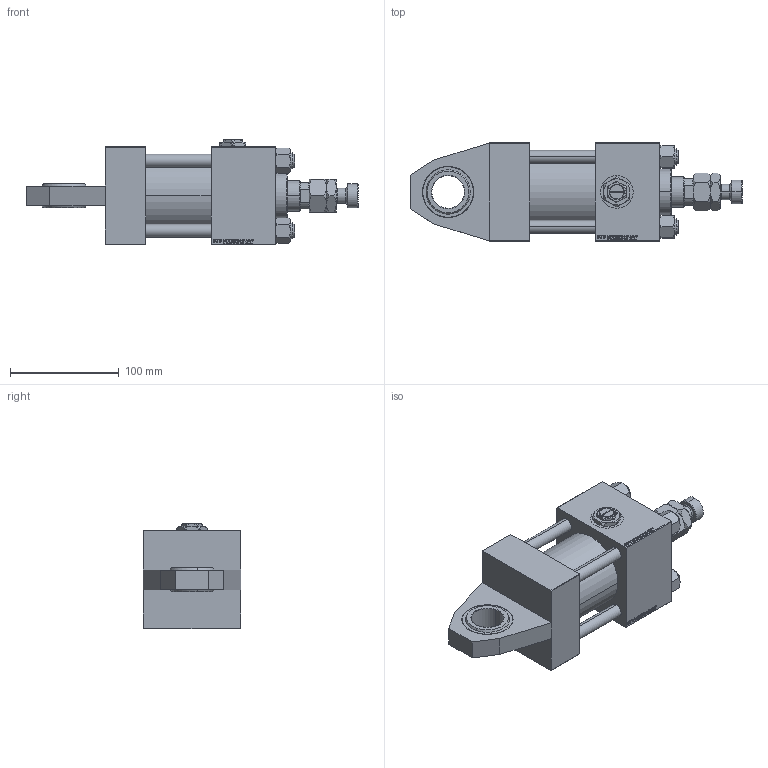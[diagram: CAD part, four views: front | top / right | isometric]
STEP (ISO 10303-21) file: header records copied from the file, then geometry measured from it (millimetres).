
FILE_DESCRIPTION (( 'STEP AP203' ), '1' );
FILE_NAME ('48ea.STEP', '2022-04-16T13:42:06', ( '' ), ( '' ), 'SwSTEP 2.0', 'SolidWorks 2019', '' );
FILE_SCHEMA (( 'CONFIG_CONTROL_DESIGN' ));
Length unit declared in the file: millimetre
Products named in the file (9): V215CR_J_Body 4f8d124c5ddd6d6dd27ca61af8f5d9cc; NUT_M5_J 4f8d124c5ddd6d6dd27ca61af8f5d9cc; V215CR_VCP_J 4f8d124c5ddd6d6dd27ca61af8f5d9cc; V215CR_TYCINKA_J 4f8d124c5ddd6d6dd27ca61af8f5d9cc; MFA 4f8d124c5ddd6d6dd27ca61af8f5d9cc; V215CR_J_VNITRNI_KROUZEK 4f8d124c5ddd6d6dd27ca61af8f5d9cc; V215_VC_A 4f8d124c5ddd6d6dd27ca61af8f5d9cc; Zatka_pro_OIL_PORT 4f8d124c5ddd6d6dd27ca61af8f5d9cc; 48ea
Assembly tree (14 placements, depth 2):
  48ea
    V215CR_J_Body 4f8d124c5ddd6d6dd27ca61af8f5d9cc
    V215CR_J_VNITRNI_KROUZEK 4f8d124c5ddd6d6dd27ca61af8f5d9cc
    V215CR_VCP_J 4f8d124c5ddd6d6dd27ca61af8f5d9cc
    V215CR_TYCINKA_J 4f8d124c5ddd6d6dd27ca61af8f5d9cc  x4
    NUT_M5_J 4f8d124c5ddd6d6dd27ca61af8f5d9cc  x4
    V215_VC_A 4f8d124c5ddd6d6dd27ca61af8f5d9cc
    MFA 4f8d124c5ddd6d6dd27ca61af8f5d9cc
    Zatka_pro_OIL_PORT 4f8d124c5ddd6d6dd27ca61af8f5d9cc
Bounding box: 305 x 90 x 97 mm (x, y, z)
Volume: 1052274.3 mm3; surface area: 208192.3 mm2
Topology: 14 solids, 14 shells, 1245 faces, 3088 edges, 1987 vertices
Faces by surface type: plane 556, bspline 392, cone 176, cylinder 97, torus 24
Entity records: 53606 total; most frequent: CARTESIAN_POINT 28157, ORIENTED_EDGE 5668, DIRECTION 3721, EDGE_CURVE 2834, VERTEX_POINT 1843, VECTOR 1619, LINE 1619, EDGE_LOOP 1259
